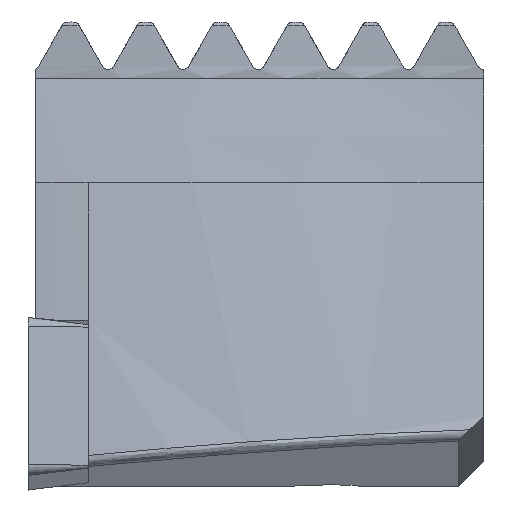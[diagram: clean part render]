
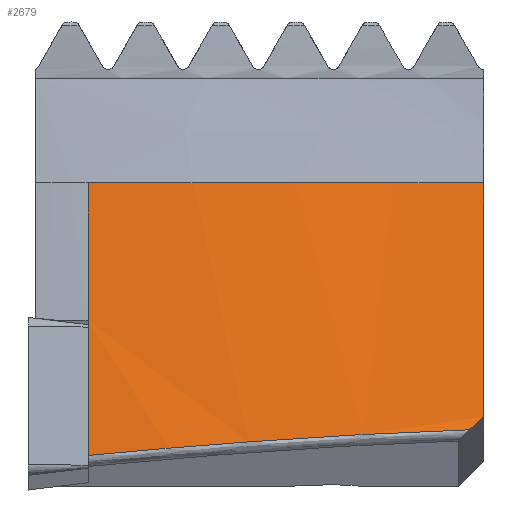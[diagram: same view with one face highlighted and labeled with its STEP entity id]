
A CAD part, left-side view. The second image highlights one B-rep face of the part: STEP entity #2679.
In plain terms, the highlighted free-form (B-spline) face has degree [1, 3] with [2, 4] control points.
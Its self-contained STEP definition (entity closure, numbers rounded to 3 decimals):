
#1589=VERTEX_POINT('NONE',#4159);
#1973=EDGE_CURVE('NONE',#2667,#3457,#4579,.T.);
#2251=VERTEX_POINT('NONE',#4883);
#2317=EDGE_CURVE('NONE',#3331,#3457,#4953,.T.);
#2667=VERTEX_POINT('NONE',#5331);
#2679=ADVANCED_FACE('NONE',(#5344),#5345,.T.);
#2833=EDGE_CURVE('NONE',#1589,#2251,#5517,.F.);
#3245=EDGE_CURVE('NONE',#1589,#3641,#5965,.T.);
#3331=VERTEX_POINT('NONE',#6060);
#3447=EDGE_CURVE('NONE',#2667,#2251,#6183,.T.);
#3457=VERTEX_POINT('NONE',#6194);
#3641=VERTEX_POINT('NONE',#6399);
#3739=EDGE_CURVE('NONE',#3331,#3641,#6511,.T.);
#4159=CARTESIAN_POINT('',(0.893,-4.76,2.762));
#4579=B_SPLINE_CURVE_WITH_KNOTS('',3,(#8363,#8364,#8365,#8366,#8367,#8368,#8369,#8370,#8371,#8372,#8373,#8374,#8375,#8376,#8377,#8378,#8379,#8380,#8381),.UNSPECIFIED.,.F.,.F.,(4,3,3,3,3,3,4),(0.003,0.006,0.008,0.011,0.014,0.017,0.022),.UNSPECIFIED.);
#4883=CARTESIAN_POINT('',(11.776,-35.222,4.811));
#4953=CIRCLE('',#9338,59.481);
#5331=CARTESIAN_POINT('',(12.713,-36.36,5.856));
#5344=FACE_OUTER_BOUND('',#10990,.T.);
#5345=(B_SPLINE_SURFACE(1,3,((#10992,#10993,#10994,#10995),(#10996,#10997,#10998,#10999)),.UNSPECIFIED.,.F.,.F.,.F.)B_SPLINE_SURFACE_WITH_KNOTS((2,2),(4,4),(0.0,0.994),(0.0,0.994),.UNSPECIFIED.)RATIONAL_B_SPLINE_SURFACE(((1.0,0.972,0.972,0.999),(1.0,0.972,0.972,0.999)))BOUNDED_SURFACE()REPRESENTATION_ITEM('')GEOMETRIC_REPRESENTATION_ITEM()SURFACE());
#5517=B_SPLINE_CURVE_WITH_KNOTS('',3,(#11353,#11354,#11355,#11356,#11357,#11358,#11359,#11360,#11361,#11362,#11363,#11364,#11365),.UNSPECIFIED.,.F.,.F.,(4,3,3,3,4),(0.0,0.2,0.707,0.834,1.0),.UNSPECIFIED.);
#5965=LINE('',#12461,#12462);
#6060=CARTESIAN_POINT('',(3.182,-4.76,24.54));
#6183=B_SPLINE_CURVE_WITH_KNOTS('',3,(#12971,#12972,#12973,#12974),.UNSPECIFIED.,.F.,.F.,(4,4),(0.002,0.003),.UNSPECIFIED.);
#6194=CARTESIAN_POINT('',(15.151,-36.36,24.54));
#6399=CARTESIAN_POINT('',(2.029,-4.76,13.568));
#6511=B_SPLINE_CURVE_WITH_KNOTS('',1,(#13713,#13714),.UNSPECIFIED.,.F.,.F.,(2,2),(0.0,0.501),.UNSPECIFIED.);
#8363=CARTESIAN_POINT('',(12.713,-36.36,5.856));
#8364=CARTESIAN_POINT('',(12.81,-36.36,6.607));
#8365=CARTESIAN_POINT('',(12.907,-36.36,7.358));
#8366=CARTESIAN_POINT('',(13.004,-36.36,8.109));
#8367=CARTESIAN_POINT('',(13.123,-36.36,9.022));
#8368=CARTESIAN_POINT('',(13.241,-36.36,9.935));
#8369=CARTESIAN_POINT('',(13.36,-36.36,10.848));
#8370=CARTESIAN_POINT('',(13.479,-36.36,11.761));
#8371=CARTESIAN_POINT('',(13.597,-36.36,12.674));
#8372=CARTESIAN_POINT('',(13.716,-36.36,13.587));
#8373=CARTESIAN_POINT('',(13.835,-36.36,14.499));
#8374=CARTESIAN_POINT('',(13.954,-36.36,15.412));
#8375=CARTESIAN_POINT('',(14.073,-36.36,16.325));
#8376=CARTESIAN_POINT('',(14.193,-36.36,17.238));
#8377=CARTESIAN_POINT('',(14.312,-36.36,18.151));
#8378=CARTESIAN_POINT('',(14.432,-36.36,19.063));
#8379=CARTESIAN_POINT('',(14.671,-36.36,20.889));
#8380=CARTESIAN_POINT('',(14.91,-36.36,22.714));
#8381=CARTESIAN_POINT('',(15.151,-36.36,24.54));
#9338=AXIS2_PLACEMENT_3D('',#15039,#15040,#15041);
#10990=EDGE_LOOP('',(#15432,#15433,#15434,#15435,#15436,#15437));
#10992=CARTESIAN_POINT('',(3.182,-4.76,24.54));
#10993=CARTESIAN_POINT('',(4.039,-16.309,24.54));
#10994=CARTESIAN_POINT('',(8.14,-27.14,24.54));
#10995=CARTESIAN_POINT('',(15.151,-36.36,24.54));
#10996=CARTESIAN_POINT('',(0.893,-4.76,2.762));
#10997=CARTESIAN_POINT('',(1.75,-16.754,2.762));
#10998=CARTESIAN_POINT('',(5.978,-28.013,2.762));
#10999=CARTESIAN_POINT('',(13.231,-37.607,2.762));
#11353=CARTESIAN_POINT('',(11.776,-35.222,4.811));
#11354=CARTESIAN_POINT('',(10.534,-33.425,4.752));
#11355=CARTESIAN_POINT('',(9.385,-31.562,4.677));
#11356=CARTESIAN_POINT('',(8.338,-29.646,4.586));
#11357=CARTESIAN_POINT('',(5.684,-24.787,4.354));
#11358=CARTESIAN_POINT('',(3.681,-19.579,4.019));
#11359=CARTESIAN_POINT('',(2.398,-14.206,3.592));
#11360=CARTESIAN_POINT('',(2.077,-12.863,3.485));
#11361=CARTESIAN_POINT('',(1.8,-11.509,3.372));
#11362=CARTESIAN_POINT('',(1.569,-10.148,3.254));
#11363=CARTESIAN_POINT('',(1.266,-8.362,3.099));
#11364=CARTESIAN_POINT('',(1.04,-6.563,2.935));
#11365=CARTESIAN_POINT('',(0.893,-4.76,2.762));
#12461=CARTESIAN_POINT('',(4.555,-4.76,37.6));
#12462=VECTOR('',#16144,1000.0);
#12971=CARTESIAN_POINT('',(12.713,-36.36,5.856));
#12972=CARTESIAN_POINT('',(12.395,-35.983,5.51));
#12973=CARTESIAN_POINT('',(12.083,-35.603,5.162));
#12974=CARTESIAN_POINT('',(11.776,-35.222,4.811));
#13713=CARTESIAN_POINT('',(3.182,-4.76,24.54));
#13714=CARTESIAN_POINT('',(2.029,-4.76,13.568));
#15039=CARTESIAN_POINT('',(62.5,-0.36,24.54));
#15040=DIRECTION('',(0.,0.0,1.0));
#15041=DIRECTION('',(0.0,-1.0,0.0));
#15432=ORIENTED_EDGE('',*,*,#2317,.F.);
#15433=ORIENTED_EDGE('',*,*,#3739,.T.);
#15434=ORIENTED_EDGE('',*,*,#3245,.F.);
#15435=ORIENTED_EDGE('',*,*,#2833,.T.);
#15436=ORIENTED_EDGE('',*,*,#3447,.F.);
#15437=ORIENTED_EDGE('',*,*,#1973,.T.);
#16144=DIRECTION('',(0.105,0.0,0.995));
